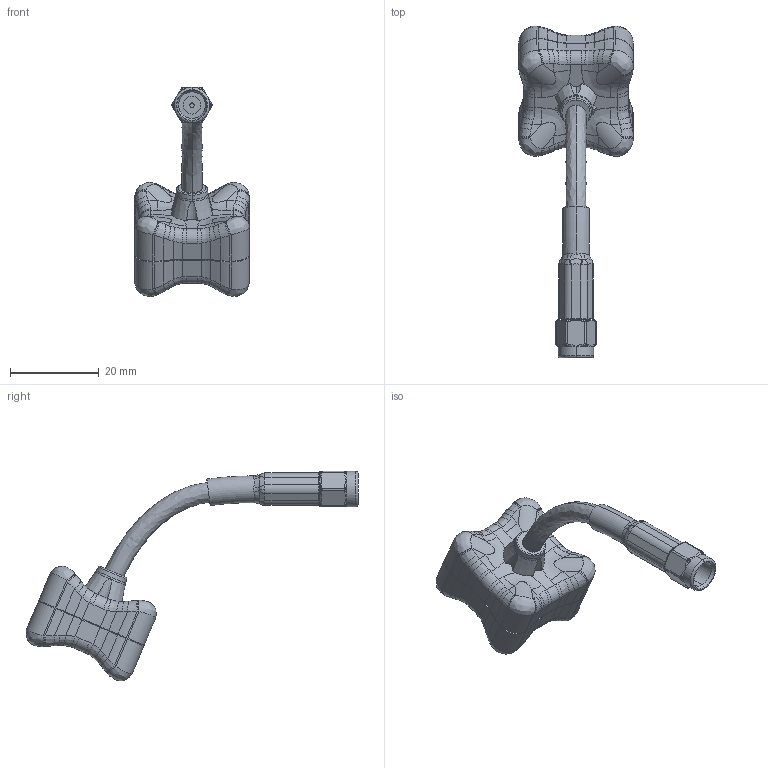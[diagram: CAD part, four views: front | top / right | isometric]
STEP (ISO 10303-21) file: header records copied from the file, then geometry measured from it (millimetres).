
FILE_DESCRIPTION (( 'STEP AP203' ), '1' );
FILE_NAME ('TBS_CLOVERLEAF.STEP', '2016-12-30T21:59:19', ( 'Paul' ), ( '' ), 'SwSTEP 2.0', 'SolidWorks 2015', '' );
FILE_SCHEMA (( 'CONFIG_CONTROL_DESIGN' ));
Length unit declared in the file: millimetre
Products named in the file (1): TBS_CLOVERLEAF
Bounding box: 25.7 x 74.61 x 47.04 mm (x, y, z)
Volume: 10639.1 mm3; surface area: 4197.8 mm2
Topology: 1 solids, 1 shells, 504 faces, 1220 edges, 715 vertices
Faces by surface type: bspline 172, cylinder 152, plane 103, torus 42, sphere 24, cone 11
Entity records: 17584 total; most frequent: CARTESIAN_POINT 6982, ORIENTED_EDGE 2416, DIRECTION 2023, EDGE_CURVE 1208, AXIS2_PLACEMENT_3D 818, VERTEX_POINT 715, EDGE_LOOP 513, ADVANCED_FACE 504
